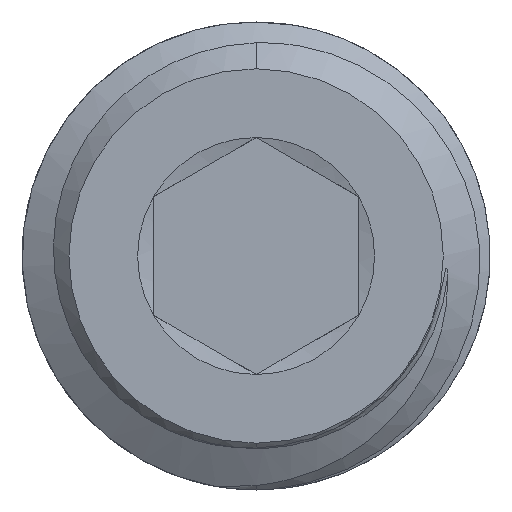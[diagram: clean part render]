
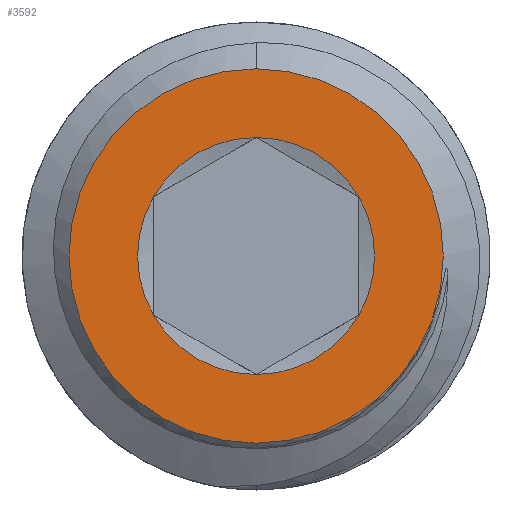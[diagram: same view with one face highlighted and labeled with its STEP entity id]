
A CAD part, front view. The second image highlights one B-rep face of the part: STEP entity #3592.
In plain terms, the highlighted planar face has unit normal (0, -1, 0).
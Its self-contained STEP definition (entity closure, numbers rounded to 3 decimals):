
#4 = CARTESIAN_POINT ( 'NONE',  ( 0., -10., 0. ) ) ;
#25 = EDGE_LOOP ( 'NONE', ( #3589, #4302 ) ) ;
#55 = CIRCLE ( 'NONE', #2405, 3.545 ) ;
#66 = CARTESIAN_POINT ( 'NONE',  ( 0., -10., 0. ) ) ;
#90 = PLANE ( 'NONE',  #213 ) ;
#118 = VERTEX_POINT ( 'NONE', #2974 ) ;
#203 = CARTESIAN_POINT ( 'NONE',  ( 0., -10., 3.545 ) ) ;
#213 = AXIS2_PLACEMENT_3D ( 'NONE', #66, #2090, #4083 ) ;
#385 = VERTEX_POINT ( 'NONE', #2034 ) ;
#393 = CARTESIAN_POINT ( 'NONE',  ( 0., -10., 0. ) ) ;
#405 = CARTESIAN_POINT ( 'NONE',  ( -3.07, -10., -1.772 ) ) ;
#418 = CIRCLE ( 'NONE', #4247, 3.545 ) ;
#435 = AXIS2_PLACEMENT_3D ( 'NONE', #1966, #2965, #3307 ) ;
#455 = DIRECTION ( 'NONE',  ( 0., 0., -1. ) ) ;
#469 = ORIENTED_EDGE ( 'NONE', *, *, #3832, .F. ) ;
#513 = AXIS2_PLACEMENT_3D ( 'NONE', #393, #3089, #1376 ) ;
#535 = CARTESIAN_POINT ( 'NONE',  ( 0., -10., 0. ) ) ;
#541 = VERTEX_POINT ( 'NONE', #405 ) ;
#661 = DIRECTION ( 'NONE',  ( 0., -1., 0. ) ) ;
#721 = AXIS2_PLACEMENT_3D ( 'NONE', #535, #1877, #2184 ) ;
#758 = ORIENTED_EDGE ( 'NONE', *, *, #3465, .F. ) ;
#762 = ORIENTED_EDGE ( 'NONE', *, *, #2773, .F. ) ;
#767 = CARTESIAN_POINT ( 'NONE',  ( -3.07, -10., 1.772 ) ) ;
#830 = DIRECTION ( 'NONE',  ( 0., -1., 0. ) ) ;
#852 = VERTEX_POINT ( 'NONE', #203 ) ;
#898 = CIRCLE ( 'NONE', #513, 5.6 ) ;
#950 = CIRCLE ( 'NONE', #2835, 3.545 ) ;
#1167 = VERTEX_POINT ( 'NONE', #1869 ) ;
#1172 = EDGE_LOOP ( 'NONE', ( #469, #2689, #758, #762, #1433, #1702 ) ) ;
#1376 = DIRECTION ( 'NONE',  ( 0., 0., 1. ) ) ;
#1383 = DIRECTION ( 'NONE',  ( 0., 0., -1. ) ) ;
#1385 = VERTEX_POINT ( 'NONE', #2280 ) ;
#1433 = ORIENTED_EDGE ( 'NONE', *, *, #3146, .F. ) ;
#1491 = EDGE_CURVE ( 'NONE', #118, #852, #418, .T. ) ;
#1509 = FACE_OUTER_BOUND ( 'NONE', #25, .T. ) ;
#1581 = EDGE_CURVE ( 'NONE', #385, #1385, #898, .T. ) ;
#1594 = VERTEX_POINT ( 'NONE', #767 ) ;
#1633 = CIRCLE ( 'NONE', #435, 3.545 ) ;
#1702 = ORIENTED_EDGE ( 'NONE', *, *, #2553, .F. ) ;
#1862 = CARTESIAN_POINT ( 'NONE',  ( 0., -10., 0. ) ) ;
#1869 = CARTESIAN_POINT ( 'NONE',  ( 3.07, -10., -1.772 ) ) ;
#1877 = DIRECTION ( 'NONE',  ( 0., 1., 0. ) ) ;
#1927 = EDGE_CURVE ( 'NONE', #1385, #385, #2926, .T. ) ;
#1966 = CARTESIAN_POINT ( 'NONE',  ( 0., -10., 0. ) ) ;
#1996 = FACE_BOUND ( 'NONE', #1172, .T. ) ;
#1997 = CARTESIAN_POINT ( 'NONE',  ( 0., -10., 0. ) ) ;
#2034 = CARTESIAN_POINT ( 'NONE',  ( 0., -10., 5.6 ) ) ;
#2090 = DIRECTION ( 'NONE',  ( 0., 1., 0. ) ) ;
#2093 = CARTESIAN_POINT ( 'NONE',  ( 0., -10., 0. ) ) ;
#2184 = DIRECTION ( 'NONE',  ( 0., 0., 1. ) ) ;
#2274 = CARTESIAN_POINT ( 'NONE',  ( 0., -10., -3.545 ) ) ;
#2280 = CARTESIAN_POINT ( 'NONE',  ( 0., -10., -5.6 ) ) ;
#2405 = AXIS2_PLACEMENT_3D ( 'NONE', #1862, #830, #2513 ) ;
#2462 = DIRECTION ( 'NONE',  ( 0., -1., 0. ) ) ;
#2513 = DIRECTION ( 'NONE',  ( 0., 0., -1. ) ) ;
#2553 = EDGE_CURVE ( 'NONE', #1594, #541, #950, .T. ) ;
#2660 = CARTESIAN_POINT ( 'NONE',  ( 0., -10., 0. ) ) ;
#2689 = ORIENTED_EDGE ( 'NONE', *, *, #1491, .F. ) ;
#2719 = CIRCLE ( 'NONE', #3444, 3.545 ) ;
#2773 = EDGE_CURVE ( 'NONE', #3107, #1167, #55, .T. ) ;
#2835 = AXIS2_PLACEMENT_3D ( 'NONE', #2093, #2462, #455 ) ;
#2870 = CIRCLE ( 'NONE', #3682, 3.545 ) ;
#2926 = CIRCLE ( 'NONE', #721, 5.6 ) ;
#2965 = DIRECTION ( 'NONE',  ( 0., -1., 0. ) ) ;
#2974 = CARTESIAN_POINT ( 'NONE',  ( 3.07, -10., 1.772 ) ) ;
#2999 = DIRECTION ( 'NONE',  ( 0., 0., -1. ) ) ;
#3007 = DIRECTION ( 'NONE',  ( 0., -1., 0. ) ) ;
#3015 = DIRECTION ( 'NONE',  ( 0., -1., 0. ) ) ;
#3089 = DIRECTION ( 'NONE',  ( 0., 1., 0. ) ) ;
#3107 = VERTEX_POINT ( 'NONE', #2274 ) ;
#3146 = EDGE_CURVE ( 'NONE', #541, #3107, #2870, .T. ) ;
#3307 = DIRECTION ( 'NONE',  ( 0., 0., -1. ) ) ;
#3349 = DIRECTION ( 'NONE',  ( 0., 0., -1. ) ) ;
#3444 = AXIS2_PLACEMENT_3D ( 'NONE', #2660, #3015, #1383 ) ;
#3465 = EDGE_CURVE ( 'NONE', #1167, #118, #2719, .T. ) ;
#3589 = ORIENTED_EDGE ( 'NONE', *, *, #1581, .F. ) ;
#3592 = ADVANCED_FACE ( 'NONE', ( #1996, #1509 ), #90, .F. ) ;
#3682 = AXIS2_PLACEMENT_3D ( 'NONE', #1997, #661, #2999 ) ;
#3832 = EDGE_CURVE ( 'NONE', #852, #1594, #1633, .T. ) ;
#4083 = DIRECTION ( 'NONE',  ( 0., 0., 1. ) ) ;
#4247 = AXIS2_PLACEMENT_3D ( 'NONE', #4, #3007, #3349 ) ;
#4302 = ORIENTED_EDGE ( 'NONE', *, *, #1927, .F. ) ;
